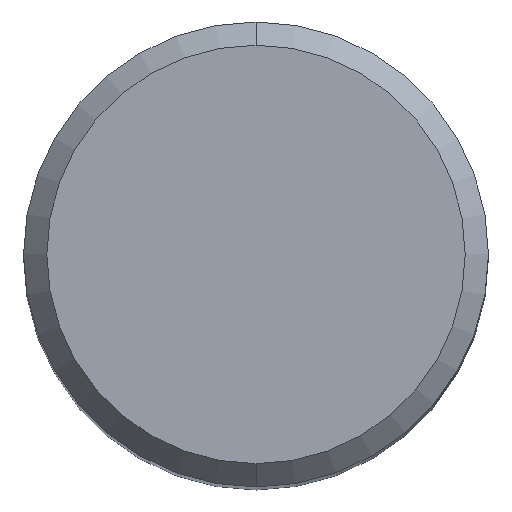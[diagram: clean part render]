
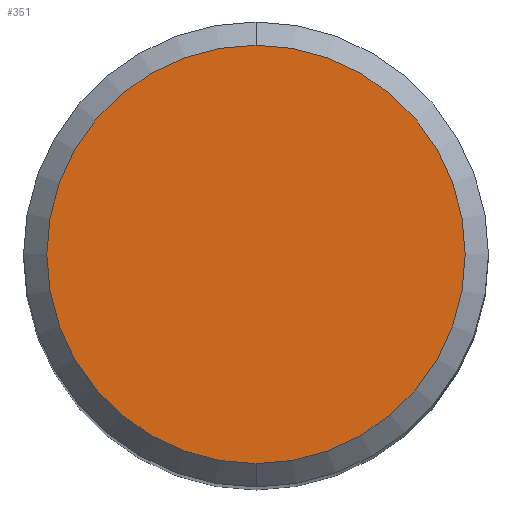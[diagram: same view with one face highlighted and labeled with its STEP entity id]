
A CAD part, top view. The second image highlights one B-rep face of the part: STEP entity #351.
In plain terms, the highlighted planar face has unit normal (0, 0, 1).
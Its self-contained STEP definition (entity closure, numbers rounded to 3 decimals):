
#197=EDGE_CURVE('',#301,#365,#492,.T.);
#237=EDGE_CURVE('',#365,#301,#538,.T.);
#301=VERTEX_POINT('',#605);
#351=ADVANCED_FACE('',(#660),#661,.T.);
#365=VERTEX_POINT('',#676);
#492=CIRCLE('',#828,4.5);
#538=CIRCLE('',#908,4.5);
#605=CARTESIAN_POINT('',(0.,-4.5,0.0));
#660=FACE_OUTER_BOUND('',#1240,.T.);
#661=PLANE('',#1241);
#676=CARTESIAN_POINT('',(0.0,4.5,0.0));
#828=AXIS2_PLACEMENT_3D('',#1458,#1459,#1460);
#908=AXIS2_PLACEMENT_3D('',#1527,#1528,#1529);
#1240=EDGE_LOOP('',(#1636,#1637));
#1241=AXIS2_PLACEMENT_3D('',#1638,#1639,#1640);
#1458=CARTESIAN_POINT('',(0.0,0.0,0.0));
#1459=DIRECTION('',(0.0,0.0,-1.0));
#1460=DIRECTION('',(0.0,1.0,0.0));
#1527=CARTESIAN_POINT('',(0.0,0.0,0.0));
#1528=DIRECTION('',(0.0,0.0,-1.0));
#1529=DIRECTION('',(0.0,1.0,0.0));
#1636=ORIENTED_EDGE('',*,*,#237,.F.);
#1637=ORIENTED_EDGE('',*,*,#197,.F.);
#1638=CARTESIAN_POINT('',(0.0,2.25,0.0));
#1639=DIRECTION('',(-0.0,0.0,1.0));
#1640=DIRECTION('',(0.0,-1.0,0.0));
